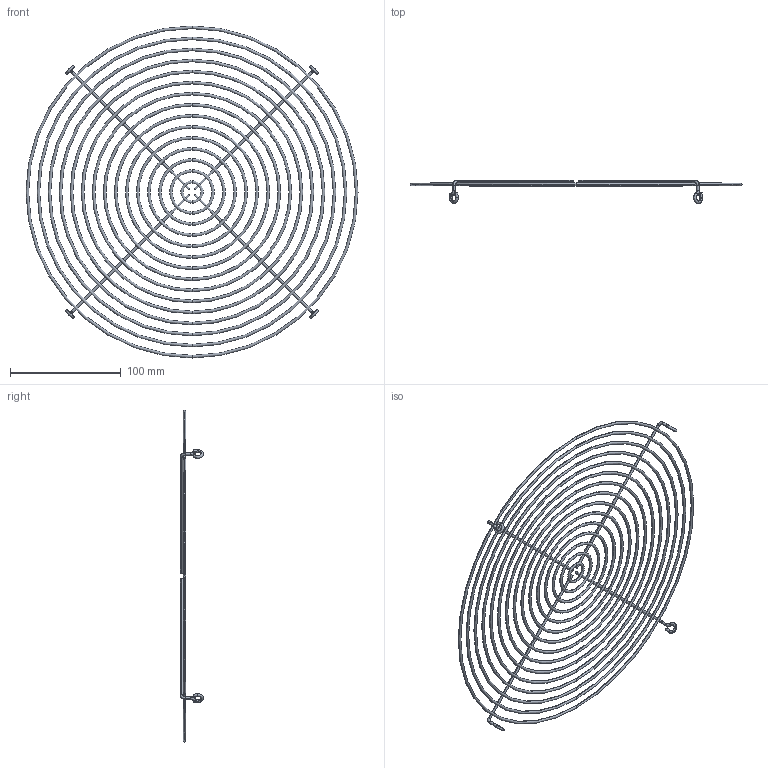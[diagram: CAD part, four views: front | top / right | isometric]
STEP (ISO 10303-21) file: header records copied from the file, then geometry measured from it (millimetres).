
FILE_DESCRIPTION (( 'STEP AP203' ), '1' );
FILE_NAME ('5RE2029.STEP', '2022-03-11T16:05:02', ( '' ), ( '' ), 'SwSTEP 2.0', 'SolidWorks 2018', '' );
FILE_SCHEMA (( 'CONFIG_CONTROL_DESIGN' ));
Length unit declared in the file: millimetre
Products named in the file (1): 5RE2029
Bounding box: 300.4 x 20.83 x 300.4 mm (x, y, z)
Volume: 37001.8 mm3; surface area: 61703.4 mm2
Topology: 12 solids, 12 shells, 116 faces, 296 edges, 188 vertices
Faces by surface type: torus 76, cylinder 24, bspline 8, plane 8
Entity records: 7243 total; most frequent: CARTESIAN_POINT 4225, DIRECTION 674, ORIENTED_EDGE 592, AXIS2_PLACEMENT_3D 325, EDGE_CURVE 296, CIRCLE 216, VERTEX_POINT 188, EDGE_LOOP 148
